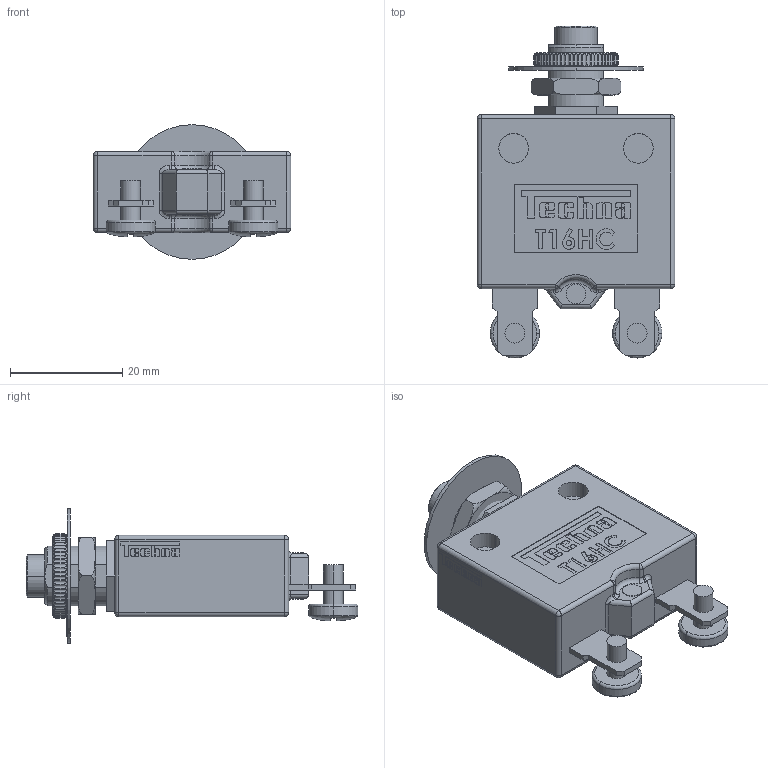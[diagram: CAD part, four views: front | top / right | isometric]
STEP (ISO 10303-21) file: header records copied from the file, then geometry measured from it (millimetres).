
FILE_DESCRIPTION (( 'STEP AP214' ), '1' );
FILE_NAME ('T16HC.STEP', '2020-06-09T07:34:25', ( '' ), ( '' ), 'SwSTEP 2.0', 'SolidWorks 2020', '' );
FILE_SCHEMA (( 'AUTOMOTIVE_DESIGN' ));
Length unit declared in the file: millimetre
Products named in the file (1): T16HC
Bounding box: 35.22 x 59.15 x 24 mm (x, y, z)
Volume: 18109.7 mm3; surface area: 7114.4 mm2
Topology: 2 solids, 2 shells, 1043 faces, 2818 edges, 1845 vertices
Faces by surface type: plane 516, cylinder 337, bspline 146, torus 28, sphere 12, cone 4
Entity records: 55319 total; most frequent: CARTESIAN_POINT 18962, ORIENTED_EDGE 5608, DIRECTION 4603, EDGE_CURVE 2804, VERTEX_POINT 1843, VECTOR 1743, LINE 1743, AXIS2_PLACEMENT_3D 1430
